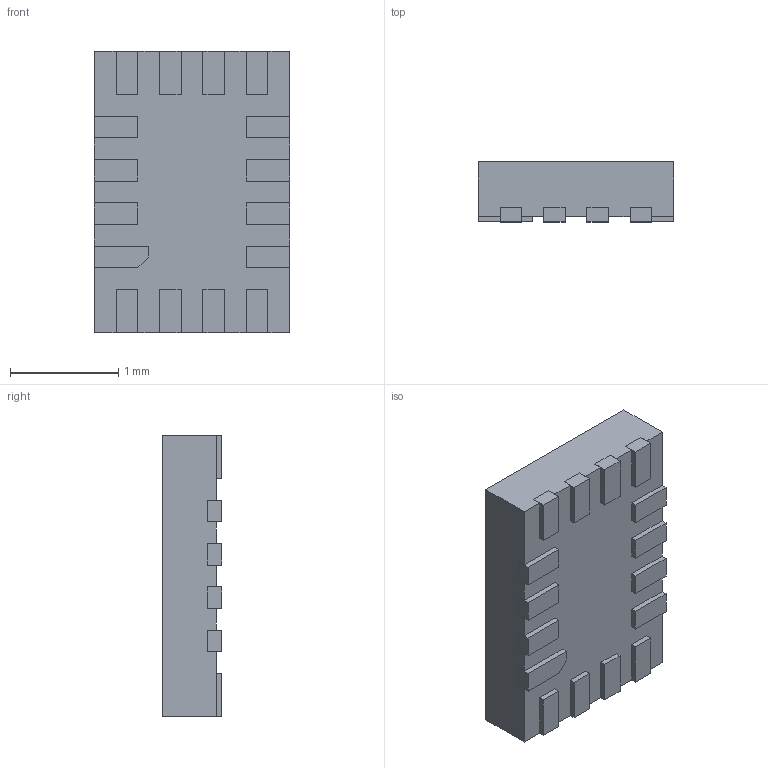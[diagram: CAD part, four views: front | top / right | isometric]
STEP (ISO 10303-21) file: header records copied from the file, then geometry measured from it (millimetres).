
FILE_DESCRIPTION (( 'STEP AP214' ), '1' );
FILE_NAME ('SN74AXC4T245RSVR.STEP', '2020-04-23T17:49:06', ( '' ), ( '' ), 'SwSTEP 2.0', 'SolidWorks 2017', '' );
FILE_SCHEMA (( 'AUTOMOTIVE_DESIGN' ));
Length unit declared in the file: millimetre
Products named in the file (1): SN74AXC4T245RSVR
Bounding box: 1.8 x 0.55 x 2.6 mm (x, y, z)
Volume: 2.4 mm3; surface area: 20.1 mm2
Topology: 18 solids, 18 shells, 176 faces, 416 edges, 277 vertices
Faces by surface type: plane 172, cylinder 4
Entity records: 5147 total; most frequent: CARTESIAN_POINT 870, ORIENTED_EDGE 832, DIRECTION 778, EDGE_CURVE 416, LINE 408, VECTOR 408, VERTEX_POINT 277, AXIS2_PLACEMENT_3D 185
